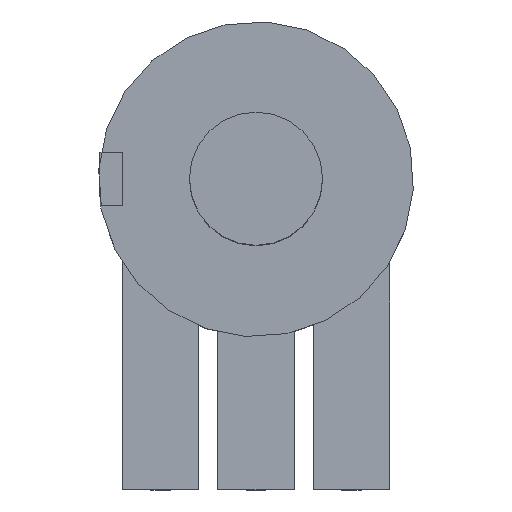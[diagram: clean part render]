
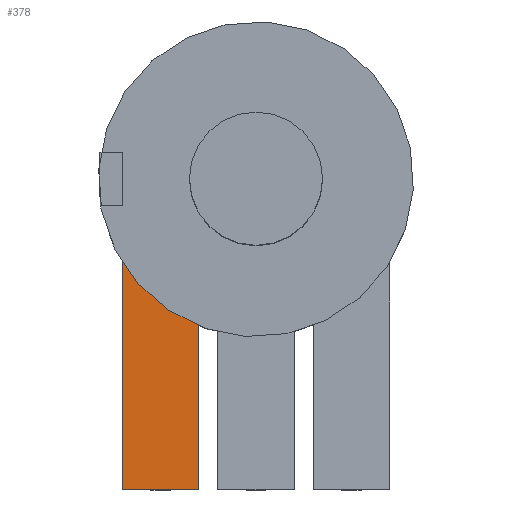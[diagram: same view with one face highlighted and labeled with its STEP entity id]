
A CAD part, top view. The second image highlights one B-rep face of the part: STEP entity #378.
In plain terms, the highlighted face is planar.
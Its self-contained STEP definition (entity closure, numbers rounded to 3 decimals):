
#48 = EDGE_CURVE('',#49,#51,#53,.T.);
#49 = VERTEX_POINT('',#50);
#50 = CARTESIAN_POINT('',(-6.779,-0.221,7.459
    ));
#51 = VERTEX_POINT('',#52);
#52 = CARTESIAN_POINT('',(-6.779,11.609,7.459
    ));
#53 = LINE('',#54,#55);
#54 = CARTESIAN_POINT('',(-6.779,-0.221,7.459
    ));
#55 = VECTOR('',#56,1.);
#56 = DIRECTION('',(0.,1.,0.));
#146 = VERTEX_POINT('',#147);
#147 = CARTESIAN_POINT('',(-2.904,-0.221,
    7.459));
#153 = EDGE_CURVE('',#146,#49,#154,.T.);
#154 = LINE('',#155,#156);
#155 = CARTESIAN_POINT('',(-2.904,-0.221,
    7.459));
#156 = VECTOR('',#157,1.);
#157 = DIRECTION('',(-1.,0.,0.));
#167 = EDGE_CURVE('',#168,#146,#170,.T.);
#168 = VERTEX_POINT('',#169);
#169 = CARTESIAN_POINT('',(-2.904,11.609,
    7.459));
#170 = LINE('',#171,#172);
#171 = CARTESIAN_POINT('',(-2.904,11.609,
    7.459));
#172 = VECTOR('',#173,1.);
#173 = DIRECTION('',(0.,-1.,0.));
#366 = EDGE_CURVE('',#51,#168,#367,.T.);
#367 = LINE('',#368,#369);
#368 = CARTESIAN_POINT('',(-6.779,11.609,
    7.459));
#369 = VECTOR('',#370,1.);
#370 = DIRECTION('',(1.,0.,0.));
#378 = ADVANCED_FACE('',(#379),#385,.F.);
#379 = FACE_BOUND('',#380,.F.);
#380 = EDGE_LOOP('',(#381,#382,#383,#384));
#381 = ORIENTED_EDGE('',*,*,#153,.F.);
#382 = ORIENTED_EDGE('',*,*,#167,.F.);
#383 = ORIENTED_EDGE('',*,*,#366,.F.);
#384 = ORIENTED_EDGE('',*,*,#48,.F.);
#385 = PLANE('',#386);
#386 = AXIS2_PLACEMENT_3D('',#387,#388,#389);
#387 = CARTESIAN_POINT('',(-2.904,-0.221,
    7.459));
#388 = DIRECTION('',(0.,-0.,1.));
#389 = DIRECTION('',(1.,0.,0.));
